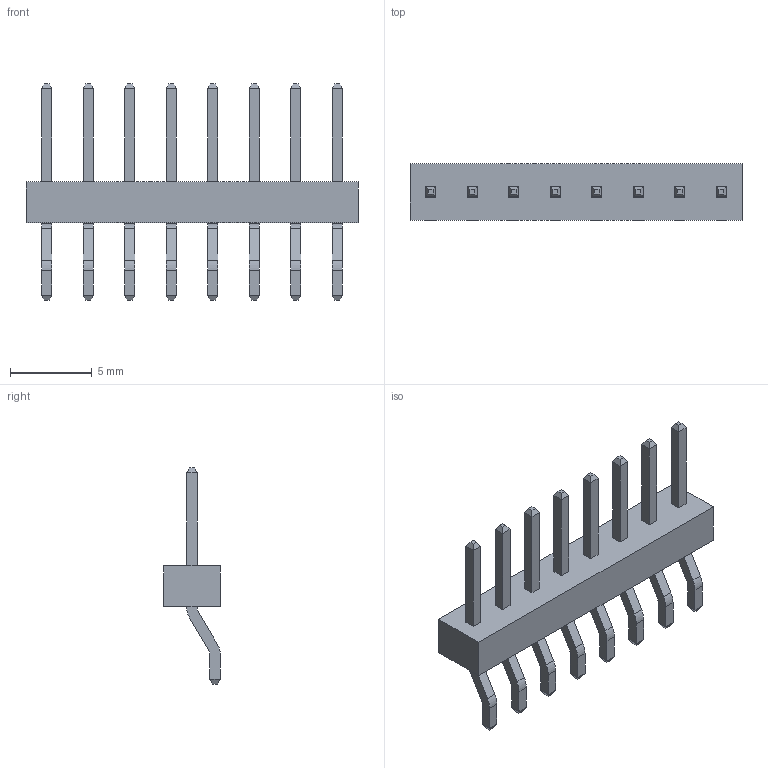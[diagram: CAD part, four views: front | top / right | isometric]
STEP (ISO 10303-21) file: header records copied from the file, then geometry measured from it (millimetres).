
FILE_DESCRIPTION((''),'2;1');
FILE_NAME('M20-890_ASM','2009-11-13T',('WBOURNE'),(''),'PRO/ENGINEER BY PARAMETRIC TECHNOLOGY CORPORATION, 2008490','PRO/ENGINEER BY PARAMETRIC TECHNOLOGY CORPORATION, 2008490','');
FILE_SCHEMA(('CONFIG_CONTROL_DESIGN'));
Length unit declared in the file: millimetre
Products named in the file (3): M20-890_MOULD; M20-890_PIN; M20-890_ASM
Assembly tree (9 placements, depth 2):
  M20-890_ASM
    M20-890_MOULD
    M20-890_PIN  x8
Bounding box: 20.32 x 3.46 x 13.24 mm (x, y, z)
Volume: 211.3 mm3; surface area: 582.1 mm2
Topology: 9 solids, 9 shells, 214 faces, 524 edges, 328 vertices
Faces by surface type: plane 182, cylinder 32
Entity records: 2004 total; most frequent: CARTESIAN_POINT 336, ORIENTED_EDGE 320, DIRECTION 312, EDGE_CURVE 160, VECTOR 152, LINE 152, VERTEX_POINT 104, AXIS2_PLACEMENT_3D 80
